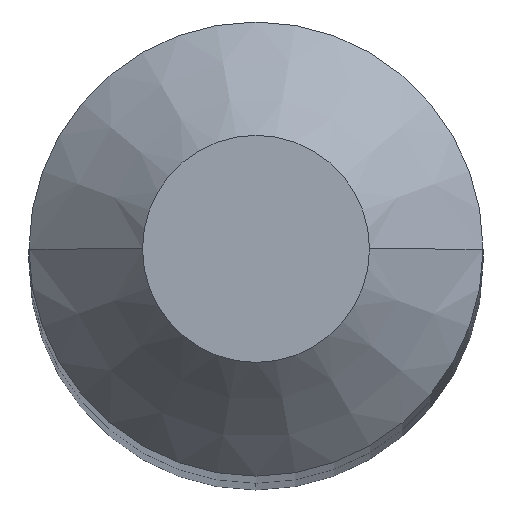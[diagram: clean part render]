
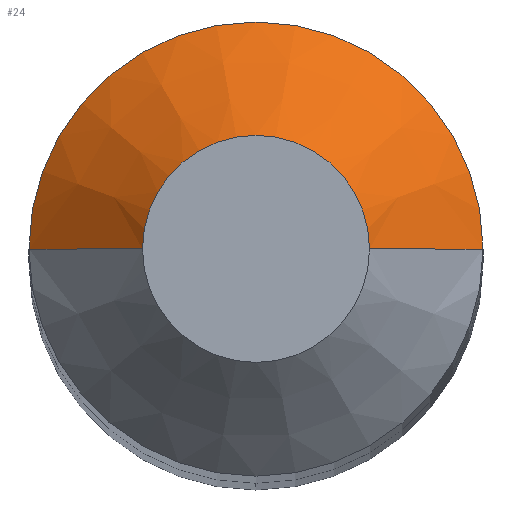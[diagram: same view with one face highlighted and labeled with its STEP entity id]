
A CAD part, top view. The second image highlights one B-rep face of the part: STEP entity #24.
In plain terms, the highlighted conical face has half-angle 45 degrees and reference radius 1.587 mm.
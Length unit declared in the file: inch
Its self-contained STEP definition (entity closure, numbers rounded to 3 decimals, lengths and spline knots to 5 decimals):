
#4 = LINE ( 'NONE', #69, #354 ) ;
#11 = VECTOR ( 'NONE', #361, 39.37008 ) ;
#24 = ADVANCED_FACE ( 'NONE', ( #247 ), #253, .T. ) ;
#28 = VERTEX_POINT ( 'NONE', #161 ) ;
#33 = CARTESIAN_POINT ( 'NONE',  ( 0., 0., -0.03125 ) ) ;
#50 = VERTEX_POINT ( 'NONE', #276 ) ;
#51 = ORIENTED_EDGE ( 'NONE', *, *, #95, .T. ) ;
#69 = CARTESIAN_POINT ( 'NONE',  ( 0.0625, 0., -0.03125 ) ) ;
#70 = CARTESIAN_POINT ( 'NONE',  ( -0.0625, 0., -0.03125 ) ) ;
#91 = CARTESIAN_POINT ( 'NONE',  ( -0.03125, 0., 0. ) ) ;
#94 = DIRECTION ( 'NONE',  ( 1., 0., 0. ) ) ;
#95 = EDGE_CURVE ( 'NONE', #28, #50, #4, .T. ) ;
#104 = ORIENTED_EDGE ( 'NONE', *, *, #251, .F. ) ;
#115 = VERTEX_POINT ( 'NONE', #91 ) ;
#135 = AXIS2_PLACEMENT_3D ( 'NONE', #33, #163, #340 ) ;
#136 = EDGE_LOOP ( 'NONE', ( #230, #51, #174, #104 ) ) ;
#156 = AXIS2_PLACEMENT_3D ( 'NONE', #160, #192, #94 ) ;
#160 = CARTESIAN_POINT ( 'NONE',  ( 0., 0., -0.03125 ) ) ;
#161 = CARTESIAN_POINT ( 'NONE',  ( 0.03125, 0., 0. ) ) ;
#163 = DIRECTION ( 'NONE',  ( 0., 0., -1. ) ) ;
#174 = ORIENTED_EDGE ( 'NONE', *, *, #268, .T. ) ;
#192 = DIRECTION ( 'NONE',  ( 0., 0., 1. ) ) ;
#193 = DIRECTION ( 'NONE',  ( 1., 0., 0. ) ) ;
#204 = AXIS2_PLACEMENT_3D ( 'NONE', #365, #333, #193 ) ;
#217 = CARTESIAN_POINT ( 'NONE',  ( -0.0625, 0., -0.03125 ) ) ;
#230 = ORIENTED_EDGE ( 'NONE', *, *, #376, .F. ) ;
#247 = FACE_OUTER_BOUND ( 'NONE', #136, .T. ) ;
#251 = EDGE_CURVE ( 'NONE', #115, #292, #308, .T. ) ;
#253 = CONICAL_SURFACE ( 'NONE', #135, 0.0625, 0.785 ) ;
#268 = EDGE_CURVE ( 'NONE', #50, #292, #375, .T. ) ;
#276 = CARTESIAN_POINT ( 'NONE',  ( 0.0625, 0., -0.03125 ) ) ;
#292 = VERTEX_POINT ( 'NONE', #217 ) ;
#308 = LINE ( 'NONE', #70, #11 ) ;
#311 = DIRECTION ( 'NONE',  ( 0.707, 0., -0.707 ) ) ;
#326 = CIRCLE ( 'NONE', #204, 0.03125 ) ;
#333 = DIRECTION ( 'NONE',  ( 0., 0., 1. ) ) ;
#340 = DIRECTION ( 'NONE',  ( -1., 0., 0. ) ) ;
#354 = VECTOR ( 'NONE', #311, 39.37008 ) ;
#361 = DIRECTION ( 'NONE',  ( -0.707, 0., -0.707 ) ) ;
#365 = CARTESIAN_POINT ( 'NONE',  ( 0., 0., 0. ) ) ;
#375 = CIRCLE ( 'NONE', #156, 0.0625 ) ;
#376 = EDGE_CURVE ( 'NONE', #28, #115, #326, .T. ) ;
